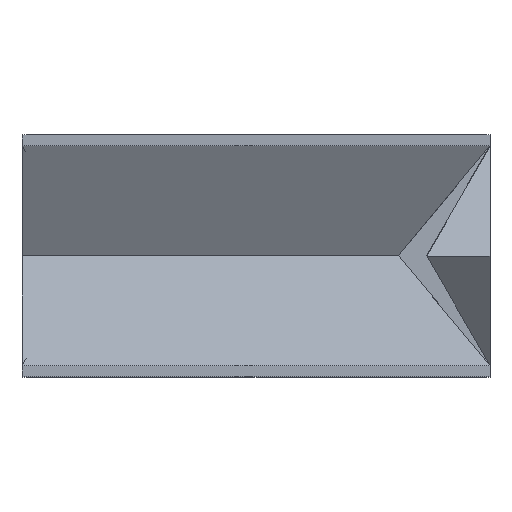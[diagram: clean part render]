
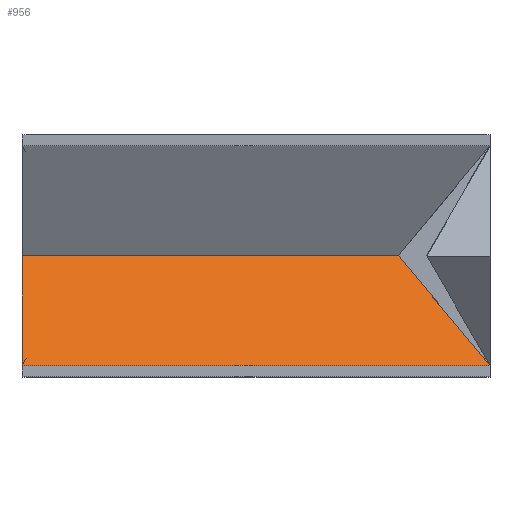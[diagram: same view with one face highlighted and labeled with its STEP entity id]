
A CAD part, top view. The second image highlights one B-rep face of the part: STEP entity #956.
In plain terms, the highlighted planar face has unit normal (0, 0.5, 0.866).
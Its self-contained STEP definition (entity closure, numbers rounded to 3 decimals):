
#68=FACE_OUTER_BOUND('',#128,.T.);
#128=EDGE_LOOP('',(#822,#823,#824,#825));
#220=LINE('',#1464,#348);
#235=LINE('',#1493,#363);
#255=LINE('',#1531,#383);
#258=LINE('',#1537,#386);
#348=VECTOR('',#1199,10.);
#363=VECTOR('',#1226,10.);
#383=VECTOR('',#1262,10.);
#386=VECTOR('',#1271,10.);
#443=VERTEX_POINT('',#1461);
#444=VERTEX_POINT('',#1463);
#452=VERTEX_POINT('',#1491);
#458=VERTEX_POINT('',#1513);
#548=EDGE_CURVE('',#443,#444,#220,.T.);
#563=EDGE_CURVE('',#452,#443,#235,.T.);
#583=EDGE_CURVE('',#452,#458,#255,.T.);
#586=EDGE_CURVE('',#458,#444,#258,.T.);
#822=ORIENTED_EDGE('',*,*,#563,.F.);
#823=ORIENTED_EDGE('',*,*,#583,.T.);
#824=ORIENTED_EDGE('',*,*,#586,.T.);
#825=ORIENTED_EDGE('',*,*,#548,.F.);
#898=PLANE('',#1037);
#956=ADVANCED_FACE('',(#68),#898,.F.);
#1037=AXIS2_PLACEMENT_3D('',#1539,#1273,#1274);
#1199=DIRECTION('',(1.,0.,0.));
#1226=DIRECTION('',(0.,0.866,-0.5));
#1262=DIRECTION('',(1.,0.,0.));
#1271=DIRECTION('',(-0.585,0.702,-0.405));
#1273=DIRECTION('center_axis',(0.,-0.5,-0.866));
#1274=DIRECTION('ref_axis',(-1.,0.,0.));
#1461=CARTESIAN_POINT('',(-25.545,12.,18.616));
#1463=CARTESIAN_POINT('',(15.545,12.,18.616));
#1464=CARTESIAN_POINT('',(-3.575,12.,18.616));
#1491=CARTESIAN_POINT('',(-25.545,0.,25.545));
#1493=CARTESIAN_POINT('',(-25.545,14.061,17.426));
#1513=CARTESIAN_POINT('',(25.545,0.,25.545));
#1531=CARTESIAN_POINT('',(-25.545,0.,25.545));
#1537=CARTESIAN_POINT('',(14.124,13.704,17.632));
#1539=CARTESIAN_POINT('Origin',(-7.151,6.,22.081));
